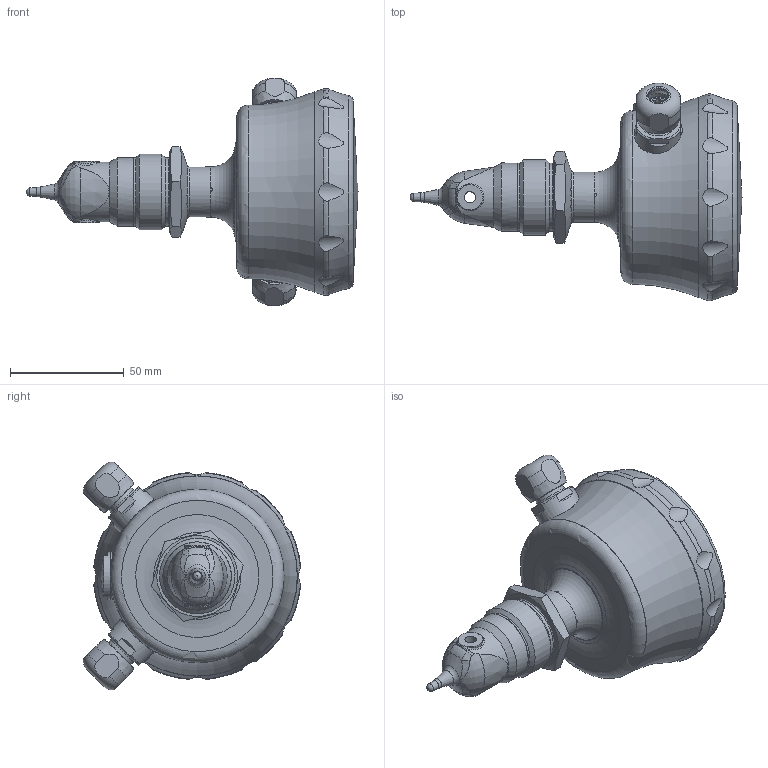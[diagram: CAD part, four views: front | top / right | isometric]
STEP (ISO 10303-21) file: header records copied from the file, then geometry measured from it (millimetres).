
FILE_DESCRIPTION(/* description */ ('Unknown'),/* implementation_level */ '2;1');
FILE_NAME(/* name */ 'AFI4-6830.####.#1##',/* time_stamp */ '2023-09-19T10:49:01+02:00',/* author */ ('Unknown'),/* organization */ ('Baumer'),/* preprocessor_version */ 'ST-DEVELOPER v16.7',/* originating_system */ 'Solid Edge',/* authorisation */ 'Unknown');
FILE_SCHEMA (('AUTOMOTIVE_DESIGN {1 0 10303 214 3 1 1}'));
Length unit declared in the file: millimetre
Products named in the file (1): Part15
Bounding box: 145.96 x 95.6 x 100.22 mm (x, y, z)
Volume: 112413.4 mm3; surface area: 74705.4 mm2
Topology: 1 solids, 6 shells, 623 faces, 1625 edges, 1031 vertices
Faces by surface type: plane 197, cylinder 177, torus 104, cone 91, bspline 52, sphere 2
Full cylindrical faces by diameter (mm): 1.2 x1, 3.4 x2, 5 x1, 8.87 x1, 9 x2, 10 x1, 12.2 x2, 14 x6, 14.376 x2, 14.38 x2, 15.2 x2, 16 x8, 18 x1, 18.9 x1, 18.95 x1, 19 x2, 20 x1, 20.8 x3, 21 x1, 22 x1, 23.6 x2, 23.8 x1, 24 x1, 24.2 x1, 26.3 x1, 26.85 x1, 27.2 x1, 27.5 x1, 30 x3, 33.25 x1
Entity records: 25529 total; most frequent: CARTESIAN_POINT 7791, ORIENTED_EDGE 2746, DIRECTION 2603, EDGE_CURVE 1373, AXIS2_PLACEMENT_3D 1154, VERTEX_POINT 950, FACE_BOUND 843, EDGE_LOOP 840
